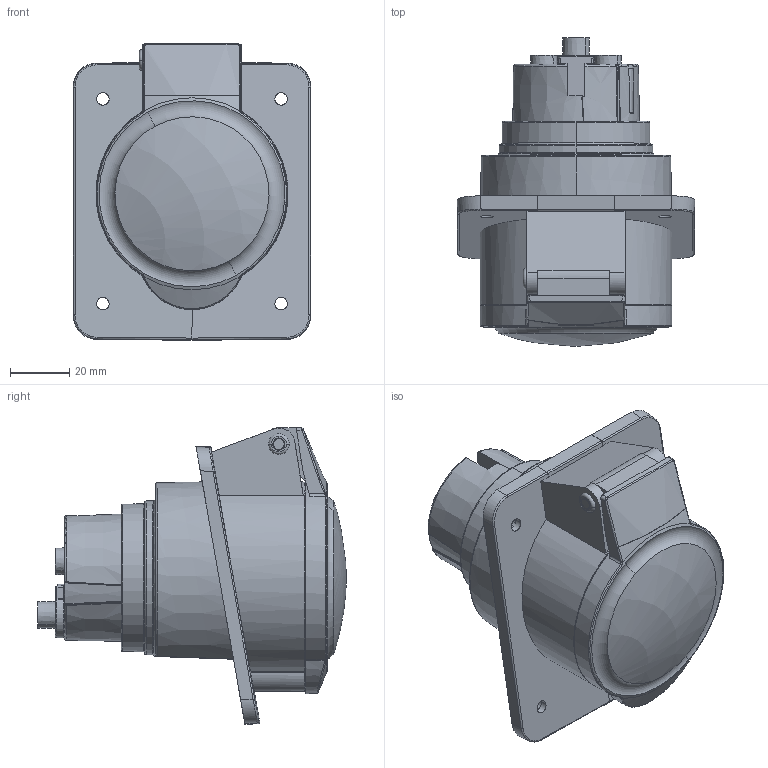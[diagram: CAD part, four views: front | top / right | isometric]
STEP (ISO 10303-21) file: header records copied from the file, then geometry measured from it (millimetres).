
FILE_DESCRIPTION((''),'2;1');
FILE_NAME('GW62216H_SW0001','2020-05-21T21:50:48',('user'),('Technoprobe spa'),'CREO PARAMETRIC BY PTC INC, 2019471','CREO PARAMETRIC BY PTC INC, 2019471','');
FILE_SCHEMA(('CONFIG_CONTROL_DESIGN'));
Length unit declared in the file: millimetre
Products named in the file (1): GW62216H_SW0001
Bounding box: 80 x 103.94 x 99.8 mm (x, y, z)
Volume: 282241.2 mm3; surface area: 35977 mm2
Topology: 1 solids, 1 shells, 314 faces, 818 edges, 507 vertices
Faces by surface type: bspline 100, cylinder 77, plane 68, torus 34, cone 27, sphere 8
Entity records: 15981 total; most frequent: CARTESIAN_POINT 9244, ORIENTED_EDGE 1618, DIRECTION 1030, EDGE_CURVE 809, VERTEX_POINT 507, AXIS2_PLACEMENT_3D 405, B_SPLINE_CURVE_WITH_KNOTS 398, EDGE_LOOP 334
